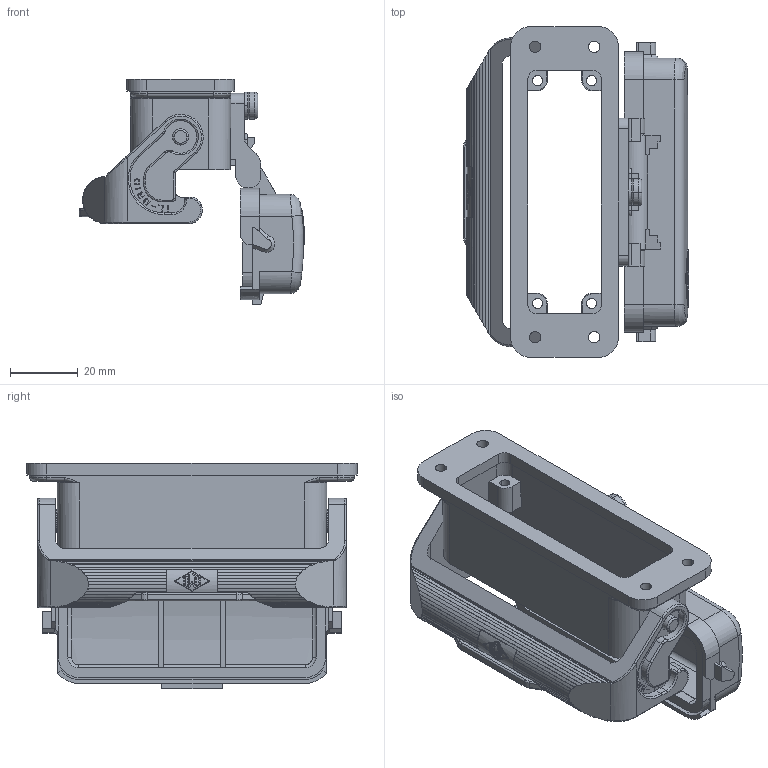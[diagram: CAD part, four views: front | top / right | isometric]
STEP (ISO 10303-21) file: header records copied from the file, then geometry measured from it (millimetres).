
FILE_DESCRIPTION(('Creo Elements/Direct Modeling STEP Export'),'2;1');
FILE_NAME('0lndrp33ten3cj21596','2015-10-29T14:13:36',(''),(''),'PTC Creo Elements/Direct Modeling STEP processor for AP214 (Solid Model)','PTC Creo Elements/Direct Modeling 19.0B 21-Mar-2015 (C) Parametric Technology GmbH','');
FILE_SCHEMA(('AUTOMOTIVE_DESIGN { 1 0 10303 214 1 1 1 1 }'));
Length unit declared in the file: millimetre
Products named in the file (2): CZI_25_LSP
Assembly tree (1 placements, depth 2):
  CZI_25_LSP
    CZI_25_LSP
Bounding box: 66.77 x 98 x 66.83 mm (x, y, z)
Volume: 57629.5 mm3; surface area: 37865.6 mm2
Topology: 1 solids, 1 shells, 987 faces, 2691 edges, 1748 vertices
Faces by surface type: plane 625, cylinder 278, torus 48, bspline 22, cone 6, extrusion 6, sphere 2
Entity records: 42385 total; most frequent: CARTESIAN_POINT 17660, ORIENTED_EDGE 5370, DIRECTION 4816, EDGE_CURVE 2685, VECTOR 1880, LINE 1874, VERTEX_POINT 1748, AXIS2_PLACEMENT_3D 1468
